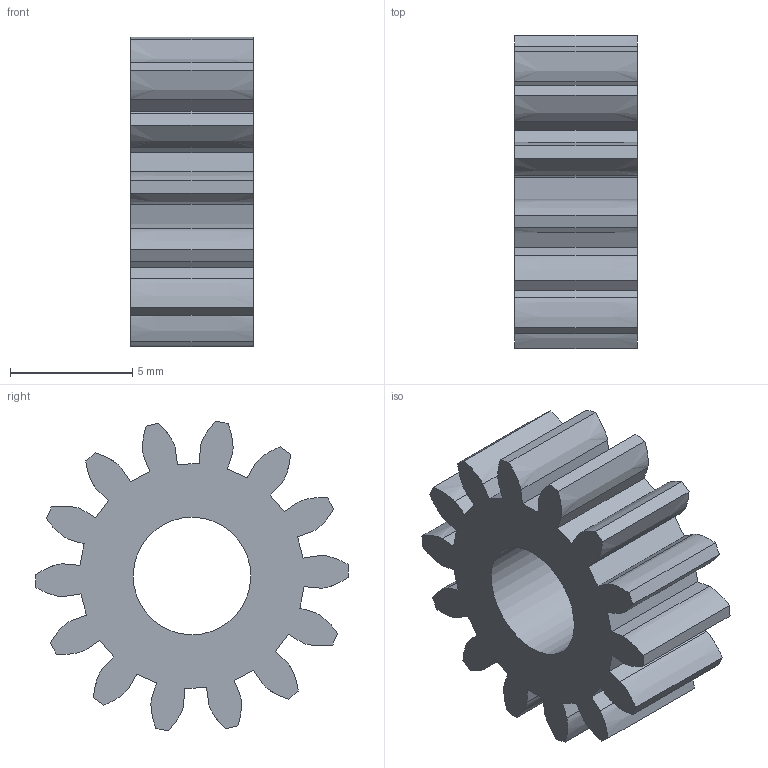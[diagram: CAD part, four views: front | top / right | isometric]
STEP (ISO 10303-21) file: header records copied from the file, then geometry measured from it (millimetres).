
FILE_DESCRIPTION(('FreeCAD Model'),'2;1');
FILE_NAME('Open CASCADE Shape Model','2023-02-20T21:05:11',(''),(''), 'Open CASCADE STEP processor 7.6','FreeCAD','Unknown');
FILE_SCHEMA(('AUTOMOTIVE_DESIGN { 1 0 10303 214 1 1 1 1 }'));
Length unit declared in the file: millimetre
Products named in the file (1): ведущаяя шестерня
Bounding box: 5 x 12.8 x 12.65 mm (x, y, z)
Volume: 382.7 mm3; surface area: 596.4 mm2
Topology: 1 solids, 1 shells, 87 faces, 255 edges, 170 vertices
Faces by surface type: extrusion 80, plane 6, cylinder 1
Full cylindrical faces by diameter (mm): 4.8 x1
Entity records: 6772 total; most frequent: CARTESIAN_POINT 2263, DIRECTION 543, VECTOR 521, ORIENTED_EDGE 510, PCURVE 510, DEFINITIONAL_REPRESENTATION 510, LINE 441, B_SPLINE_CURVE_WITH_KNOTS 400
